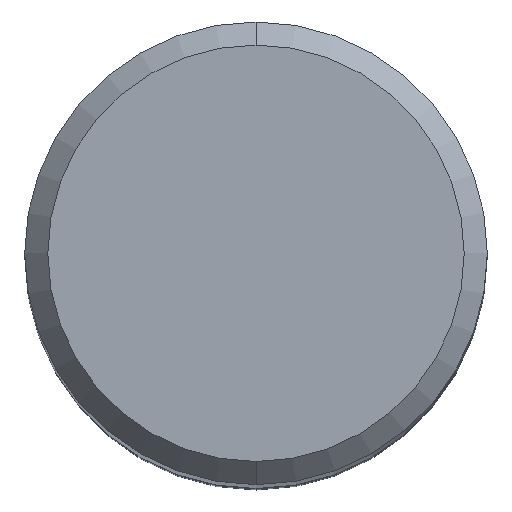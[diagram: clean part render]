
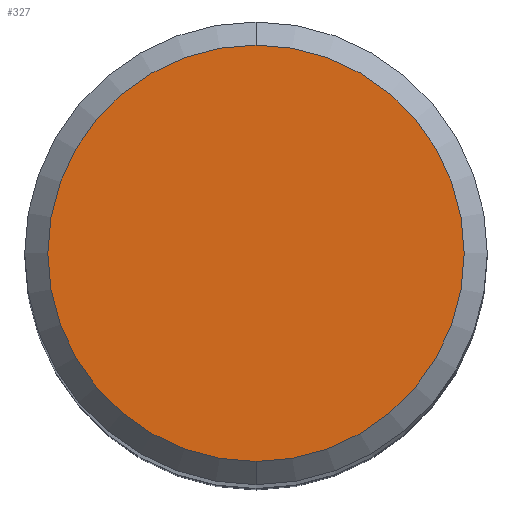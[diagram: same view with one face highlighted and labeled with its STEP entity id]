
A CAD part, top view. The second image highlights one B-rep face of the part: STEP entity #327.
In plain terms, the highlighted planar face has unit normal (0, 0, 1).
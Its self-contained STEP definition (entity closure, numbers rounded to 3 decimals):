
#165=EDGE_CURVE('',#289,#173,#400,.T.);
#173=VERTEX_POINT('',#408);
#241=EDGE_CURVE('',#173,#289,#487,.T.);
#289=VERTEX_POINT('',#542);
#327=ADVANCED_FACE('',(#584),#585,.T.);
#400=CIRCLE('',#661,3.6);
#408=CARTESIAN_POINT('',(0.0,3.6,0.));
#487=CIRCLE('',#772,3.6);
#542=CARTESIAN_POINT('',(0.,-3.6,0.));
#584=FACE_OUTER_BOUND('',#896,.T.);
#585=PLANE('',#897);
#661=AXIS2_PLACEMENT_3D('',#980,#981,#982);
#772=AXIS2_PLACEMENT_3D('',#1096,#1097,#1098);
#896=EDGE_LOOP('',(#1219,#1220));
#897=AXIS2_PLACEMENT_3D('',#1221,#1222,#1223);
#980=CARTESIAN_POINT('',(0.0,0.0,0.));
#981=DIRECTION('',(0.0,0.0,-1.0));
#982=DIRECTION('',(0.0,1.0,0.0));
#1096=CARTESIAN_POINT('',(0.0,0.0,0.));
#1097=DIRECTION('',(0.0,0.0,-1.0));
#1098=DIRECTION('',(0.0,1.0,0.0));
#1219=ORIENTED_EDGE('',*,*,#241,.F.);
#1220=ORIENTED_EDGE('',*,*,#165,.F.);
#1221=CARTESIAN_POINT('',(0.0,1.8,0.));
#1222=DIRECTION('',(-0.0,0.0,1.0));
#1223=DIRECTION('',(0.0,-1.0,0.0));
